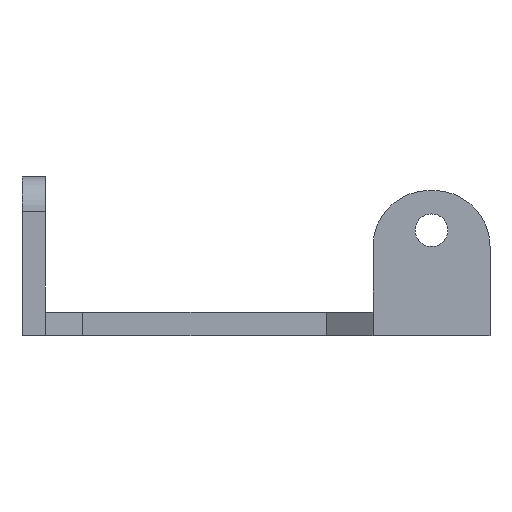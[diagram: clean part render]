
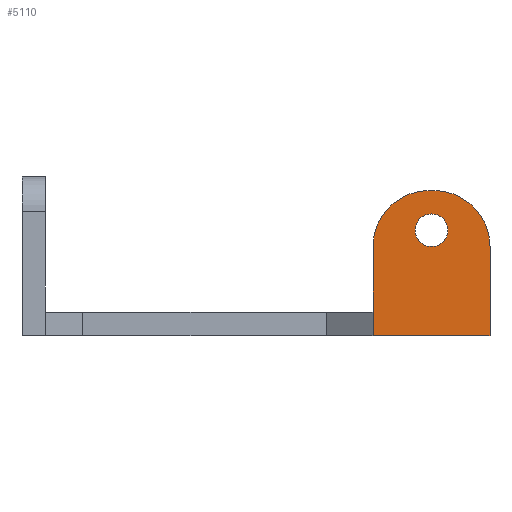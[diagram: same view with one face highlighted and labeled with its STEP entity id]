
A CAD part, left-side view. The second image highlights one B-rep face of the part: STEP entity #5110.
In plain terms, the highlighted planar face has unit normal (-1, 0, 0).
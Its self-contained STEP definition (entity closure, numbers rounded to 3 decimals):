
#455=FACE_BOUND('',#1131,.T.);
#571=CIRCLE('',#5238,12.);
#573=CIRCLE('',#5241,12.);
#574=CIRCLE('',#5242,3.5);
#835=FACE_OUTER_BOUND('',#1130,.T.);
#1130=EDGE_LOOP('',(#4656,#4657,#4658,#4659,#4660,#4661,#4662));
#1131=EDGE_LOOP('',(#4663));
#1172=LINE('',#5989,#1575);
#1532=LINE('',#9818,#1935);
#1533=LINE('',#9821,#1936);
#1534=LINE('',#9822,#1937);
#1535=LINE('',#9823,#1938);
#1575=VECTOR('',#5296,10.);
#1935=VECTOR('',#5864,10.);
#1936=VECTOR('',#5867,10.);
#1937=VECTOR('',#5868,10.);
#1938=VECTOR('',#5869,10.);
#1976=VERTEX_POINT('',#5986);
#1977=VERTEX_POINT('',#5988);
#2442=VERTEX_POINT('',#9789);
#2450=VERTEX_POINT('',#9808);
#2451=VERTEX_POINT('',#9809);
#2454=VERTEX_POINT('',#9817);
#2455=VERTEX_POINT('',#9819);
#2456=VERTEX_POINT('',#9824);
#2486=EDGE_CURVE('',#1977,#1976,#1172,.T.);
#3194=EDGE_CURVE('',#2450,#2451,#571,.T.);
#3198=EDGE_CURVE('',#2454,#2450,#1532,.T.);
#3199=EDGE_CURVE('',#2455,#2454,#573,.T.);
#3200=EDGE_CURVE('',#2442,#2455,#1533,.T.);
#3201=EDGE_CURVE('',#1977,#2442,#1534,.T.);
#3202=EDGE_CURVE('',#2451,#1976,#1535,.T.);
#3203=EDGE_CURVE('',#2456,#2456,#574,.T.);
#4656=ORIENTED_EDGE('',*,*,#3194,.F.);
#4657=ORIENTED_EDGE('',*,*,#3198,.F.);
#4658=ORIENTED_EDGE('',*,*,#3199,.F.);
#4659=ORIENTED_EDGE('',*,*,#3200,.F.);
#4660=ORIENTED_EDGE('',*,*,#3201,.F.);
#4661=ORIENTED_EDGE('',*,*,#2486,.T.);
#4662=ORIENTED_EDGE('',*,*,#3202,.F.);
#4663=ORIENTED_EDGE('',*,*,#3203,.T.);
#4841=PLANE('',#5240);
#5110=ADVANCED_FACE('',(#835,#455),#4841,.T.);
#5238=AXIS2_PLACEMENT_3D('',#9810,#5856,#5857);
#5240=AXIS2_PLACEMENT_3D('',#9816,#5862,#5863);
#5241=AXIS2_PLACEMENT_3D('',#9820,#5865,#5866);
#5242=AXIS2_PLACEMENT_3D('',#9825,#5870,#5871);
#5296=DIRECTION('',(0.,-1.,0.));
#5856=DIRECTION('center_axis',(1.,0.,0.));
#5857=DIRECTION('ref_axis',(0.,-0.707,0.707));
#5862=DIRECTION('center_axis',(-1.,0.,0.));
#5863=DIRECTION('ref_axis',(0.,0.,-1.));
#5864=DIRECTION('',(0.,-1.,0.));
#5865=DIRECTION('center_axis',(1.,0.,0.));
#5866=DIRECTION('ref_axis',(0.,0.707,0.707));
#5867=DIRECTION('',(0.,0.,1.));
#5868=DIRECTION('',(0.,0.,1.));
#5869=DIRECTION('',(0.,0.,-1.));
#5870=DIRECTION('center_axis',(1.,0.,0.));
#5871=DIRECTION('ref_axis',(0.,-1.,0.));
#5986=CARTESIAN_POINT('',(-42.5,-239.585,-119.));
#5988=CARTESIAN_POINT('',(-42.5,-214.585,-119.));
#5989=CARTESIAN_POINT('',(-42.5,-214.585,-119.));
#9789=CARTESIAN_POINT('',(-42.5,-214.585,-114.));
#9808=CARTESIAN_POINT('',(-42.5,-227.585,-88.));
#9809=CARTESIAN_POINT('',(-42.5,-239.585,-100.));
#9810=CARTESIAN_POINT('Origin',(-42.5,-227.585,-100.));
#9816=CARTESIAN_POINT('Origin',(-42.5,-214.585,-88.));
#9817=CARTESIAN_POINT('',(-42.5,-226.585,-88.));
#9818=CARTESIAN_POINT('',(-42.5,-214.585,-88.));
#9819=CARTESIAN_POINT('',(-42.5,-214.585,-100.));
#9820=CARTESIAN_POINT('Origin',(-42.5,-226.585,-100.));
#9821=CARTESIAN_POINT('',(-42.5,-214.585,-119.));
#9822=CARTESIAN_POINT('',(-42.5,-214.585,-102.25));
#9823=CARTESIAN_POINT('',(-42.5,-239.585,-119.));
#9824=CARTESIAN_POINT('',(-42.5,-223.585,-96.5));
#9825=CARTESIAN_POINT('Origin',(-42.5,-227.085,-96.5));
